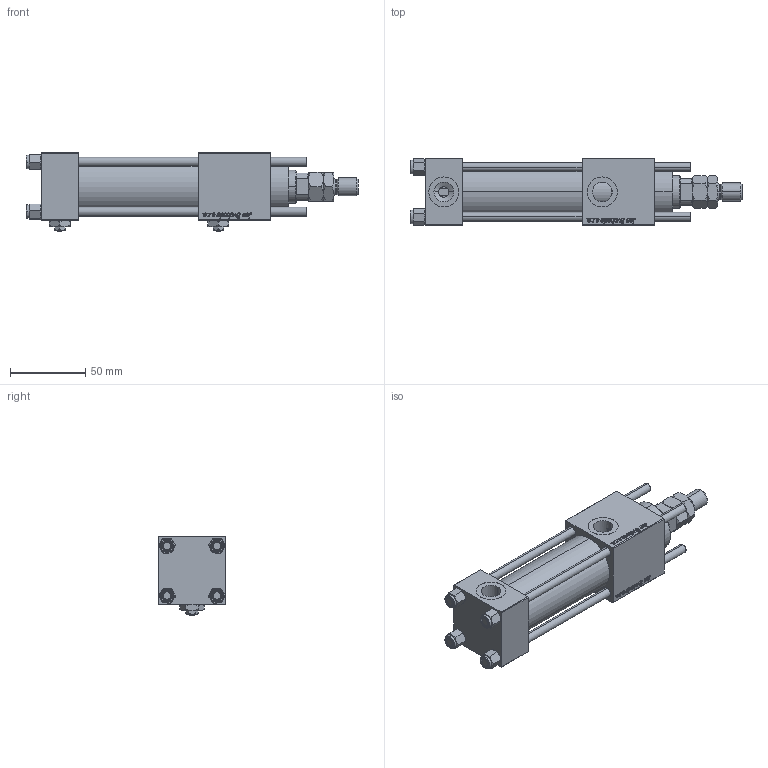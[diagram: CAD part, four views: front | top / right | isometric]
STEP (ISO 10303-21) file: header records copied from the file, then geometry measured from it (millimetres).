
FILE_DESCRIPTION (( 'STEP AP203' ), '1' );
FILE_NAME ('3992.STEP', '2022-04-14T20:18:01', ( '' ), ( '' ), 'SwSTEP 2.0', 'SolidWorks 2019', '' );
FILE_SCHEMA (( 'CONFIG_CONTROL_DESIGN' ));
Length unit declared in the file: millimetre
Products named in the file (8): Zatka_pro_OIL_PORT 1d14a48ad2c5fbba8a5600a5c788a8b7; NUT_M5_B 1d14a48ad2c5fbba8a5600a5c788a8b7; V215_VC_A 1d14a48ad2c5fbba8a5600a5c788a8b7; 3992; V215CR_VCP_B 1d14a48ad2c5fbba8a5600a5c788a8b7; V215CR_B_TYCINKA 1d14a48ad2c5fbba8a5600a5c788a8b7; MTA 1d14a48ad2c5fbba8a5600a5c788a8b7; V215CR_B-1 1d14a48ad2c5fbba8a5600a5c788a8b7
Assembly tree (14 placements, depth 2):
  3992
    V215CR_B-1 1d14a48ad2c5fbba8a5600a5c788a8b7
    V215CR_VCP_B 1d14a48ad2c5fbba8a5600a5c788a8b7
    NUT_M5_B 1d14a48ad2c5fbba8a5600a5c788a8b7  x4
    V215CR_B_TYCINKA 1d14a48ad2c5fbba8a5600a5c788a8b7  x4
    V215_VC_A 1d14a48ad2c5fbba8a5600a5c788a8b7
    MTA 1d14a48ad2c5fbba8a5600a5c788a8b7
    Zatka_pro_OIL_PORT 1d14a48ad2c5fbba8a5600a5c788a8b7  x2
Bounding box: 221 x 45 x 52 mm (x, y, z)
Volume: 244448.5 mm3; surface area: 91880.1 mm2
Topology: 14 solids, 14 shells, 1305 faces, 3270 edges, 2101 vertices
Faces by surface type: bspline 504, plane 493, cone 206, cylinder 92, torus 10
Entity records: 60431 total; most frequent: CARTESIAN_POINT 35223, ORIENTED_EDGE 5840, DIRECTION 3344, EDGE_CURVE 2920, VERTEX_POINT 1899, LINE 1514, VECTOR 1514, EDGE_LOOP 1273
